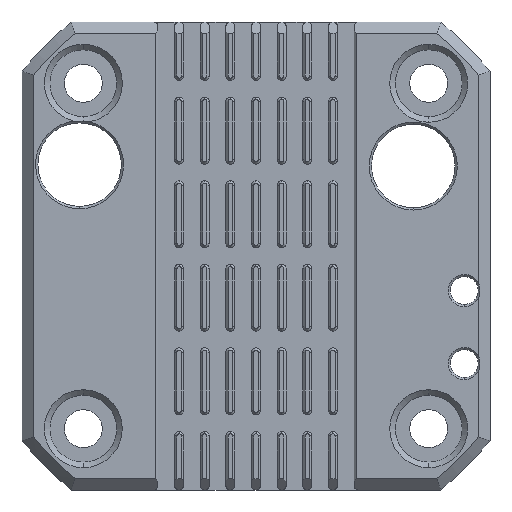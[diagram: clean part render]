
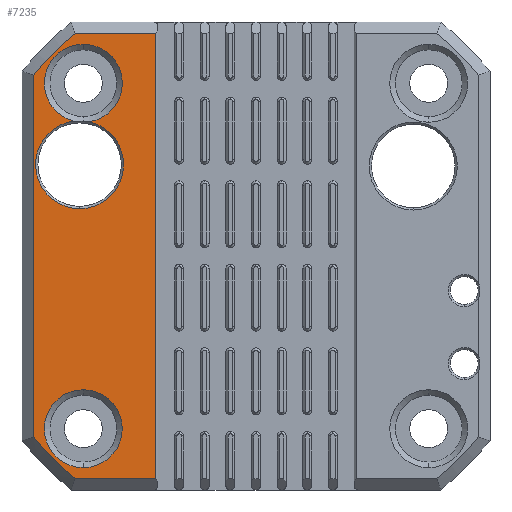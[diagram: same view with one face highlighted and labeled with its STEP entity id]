
A CAD part, front view. The second image highlights one B-rep face of the part: STEP entity #7235.
In plain terms, the highlighted planar face has unit normal (0, -1, 0).
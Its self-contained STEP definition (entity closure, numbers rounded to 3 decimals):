
#265 = FACE_BOUND ( 'NONE', #1009, .T. ) ;
#396 = AXIS2_PLACEMENT_3D ( 'NONE', #13838, #5294, #13505 ) ;
#563 = EDGE_LOOP ( 'NONE', ( #10720, #7899, #16089, #21202 ) ) ;
#732 = VECTOR ( 'NONE', #13933, 1000. ) ;
#857 = EDGE_CURVE ( 'NONE', #11536, #20622, #13271, .T. ) ;
#954 = AXIS2_PLACEMENT_3D ( 'NONE', #9824, #9402, #12876 ) ;
#1009 = EDGE_LOOP ( 'NONE', ( #2309, #16338 ) ) ;
#1354 = DIRECTION ( 'NONE',  ( 0., 1., 0. ) ) ;
#1490 = CARTESIAN_POINT ( 'NONE',  ( -9., -20.8, 20. ) ) ;
#1899 = DIRECTION ( 'NONE',  ( 0., 0., -1. ) ) ;
#2309 = ORIENTED_EDGE ( 'NONE', *, *, #6189, .T. ) ;
#2438 = CARTESIAN_POINT ( 'NONE',  ( -16.219, -20.8, -20. ) ) ;
#2613 = DIRECTION ( 'NONE',  ( 0., 1., 0. ) ) ;
#2822 = AXIS2_PLACEMENT_3D ( 'NONE', #4716, #12725, #6259 ) ;
#3160 = AXIS2_PLACEMENT_3D ( 'NONE', #19818, #6417, #4984 ) ;
#3339 = VECTOR ( 'NONE', #8103, 1000. ) ;
#3542 = CARTESIAN_POINT ( 'NONE',  ( -15.5, -20.8, -12. ) ) ;
#3832 = ORIENTED_EDGE ( 'NONE', *, *, #17660, .T. ) ;
#3999 = VERTEX_POINT ( 'NONE', #3542 ) ;
#4173 = CARTESIAN_POINT ( 'NONE',  ( -9., -20.8, 20. ) ) ;
#4379 = CARTESIAN_POINT ( 'NONE',  ( 0., -20.8, 0. ) ) ;
#4542 = CIRCLE ( 'NONE', #3160, 25.75 ) ;
#4681 = VERTEX_POINT ( 'NONE', #4786 ) ;
#4716 = CARTESIAN_POINT ( 'NONE',  ( -15.83, -20.8, 8.198 ) ) ;
#4786 = CARTESIAN_POINT ( 'NONE',  ( -14.936, -20.8, 12.046 ) ) ;
#4984 = DIRECTION ( 'NONE',  ( 0., 0., -1. ) ) ;
#5281 = FACE_BOUND ( 'NONE', #563, .T. ) ;
#5294 = DIRECTION ( 'NONE',  ( 0., 1., 0. ) ) ;
#5360 = LINE ( 'NONE', #9886, #8611 ) ;
#5372 = CARTESIAN_POINT ( 'NONE',  ( -15.83, -20.8, 4.248 ) ) ;
#5559 = EDGE_CURVE ( 'NONE', #11657, #18546, #17928, .T. ) ;
#5586 = DIRECTION ( 'NONE',  ( 0., -1., 0. ) ) ;
#5613 = CARTESIAN_POINT ( 'NONE',  ( 0., -20.8, 0. ) ) ;
#5739 = VERTEX_POINT ( 'NONE', #4173 ) ;
#5855 = AXIS2_PLACEMENT_3D ( 'NONE', #16171, #1354, #14560 ) ;
#6189 = EDGE_CURVE ( 'NONE', #10778, #3999, #9932, .T. ) ;
#6237 = VECTOR ( 'NONE', #15791, 1000. ) ;
#6259 = DIRECTION ( 'NONE',  ( 0., 0., -1. ) ) ;
#6417 = DIRECTION ( 'NONE',  ( 0., -1., 0. ) ) ;
#6497 = CARTESIAN_POINT ( 'NONE',  ( -16.219, -20.8, 20. ) ) ;
#6590 = VERTEX_POINT ( 'NONE', #5372 ) ;
#6677 = ORIENTED_EDGE ( 'NONE', *, *, #16486, .T. ) ;
#7029 = CARTESIAN_POINT ( 'NONE',  ( -16.373, -20.8, 12.111 ) ) ;
#7235 = ADVANCED_FACE ( 'NONE', ( #5281, #265, #10352 ), #15112, .T. ) ;
#7442 = AXIS2_PLACEMENT_3D ( 'NONE', #4379, #5586, #10645 ) ;
#7483 = LINE ( 'NONE', #9180, #6237 ) ;
#7884 = CIRCLE ( 'NONE', #16854, 3.5 ) ;
#7899 = ORIENTED_EDGE ( 'NONE', *, *, #16812, .T. ) ;
#8103 = DIRECTION ( 'NONE',  ( 0., 0., 1. ) ) ;
#8183 = CARTESIAN_POINT ( 'NONE',  ( -15.5, -20.8, 15.5 ) ) ;
#8204 = EDGE_CURVE ( 'NONE', #3999, #10778, #7884, .T. ) ;
#8611 = VECTOR ( 'NONE', #10329, 1000. ) ;
#8735 = LINE ( 'NONE', #14041, #732 ) ;
#9180 = CARTESIAN_POINT ( 'NONE',  ( -16.57, -20.8, 20. ) ) ;
#9402 = DIRECTION ( 'NONE',  ( 0., 1., 0. ) ) ;
#9688 = ORIENTED_EDGE ( 'NONE', *, *, #14336, .T. ) ;
#9824 = CARTESIAN_POINT ( 'NONE',  ( -15.5, -20.8, -15.5 ) ) ;
#9886 = CARTESIAN_POINT ( 'NONE',  ( 16.57, -20.8, -20. ) ) ;
#9887 = DIRECTION ( 'NONE',  ( 0., 1., 0. ) ) ;
#9901 = VERTEX_POINT ( 'NONE', #18843 ) ;
#9932 = CIRCLE ( 'NONE', #954, 3.5 ) ;
#10329 = DIRECTION ( 'NONE',  ( 1., 0., 0. ) ) ;
#10352 = FACE_OUTER_BOUND ( 'NONE', #14139, .T. ) ;
#10596 = AXIS2_PLACEMENT_3D ( 'NONE', #5613, #20445, #1899 ) ;
#10628 = CARTESIAN_POINT ( 'NONE',  ( -15.5, -20.8, 19. ) ) ;
#10645 = DIRECTION ( 'NONE',  ( 0., 0., -1. ) ) ;
#10720 = ORIENTED_EDGE ( 'NONE', *, *, #5559, .T. ) ;
#10778 = VERTEX_POINT ( 'NONE', #19291 ) ;
#10811 = EDGE_CURVE ( 'NONE', #16954, #9901, #5360, .T. ) ;
#11438 = LINE ( 'NONE', #1490, #3339 ) ;
#11536 = VERTEX_POINT ( 'NONE', #6497 ) ;
#11571 = EDGE_CURVE ( 'NONE', #9901, #5739, #11438, .T. ) ;
#11657 = VERTEX_POINT ( 'NONE', #7029 ) ;
#11831 = DIRECTION ( 'NONE',  ( 0., 0., -1. ) ) ;
#12725 = DIRECTION ( 'NONE',  ( 0., 1., 0. ) ) ;
#12876 = DIRECTION ( 'NONE',  ( 0., 0., -1. ) ) ;
#13271 = CIRCLE ( 'NONE', #7442, 25.75 ) ;
#13505 = DIRECTION ( 'NONE',  ( 0., 0., -1. ) ) ;
#13524 = AXIS2_PLACEMENT_3D ( 'NONE', #8183, #9887, #11831 ) ;
#13838 = CARTESIAN_POINT ( 'NONE',  ( -15.83, -20.8, 8.198 ) ) ;
#13933 = DIRECTION ( 'NONE',  ( 0., 0., -1. ) ) ;
#14032 = VERTEX_POINT ( 'NONE', #16138 ) ;
#14041 = CARTESIAN_POINT ( 'NONE',  ( -20., -20.8, -16.57 ) ) ;
#14085 = CARTESIAN_POINT ( 'NONE',  ( -15.5, -20.8, -15.5 ) ) ;
#14139 = EDGE_LOOP ( 'NONE', ( #14899, #18720, #9688, #21375, #6677, #3832 ) ) ;
#14336 = EDGE_CURVE ( 'NONE', #5739, #11536, #7483, .T. ) ;
#14560 = DIRECTION ( 'NONE',  ( 0., 0., -1. ) ) ;
#14733 = CARTESIAN_POINT ( 'NONE',  ( -20., -20.8, 16.219 ) ) ;
#14899 = ORIENTED_EDGE ( 'NONE', *, *, #10811, .T. ) ;
#15112 = PLANE ( 'NONE',  #10596 ) ;
#15259 = CIRCLE ( 'NONE', #2822, 3.95 ) ;
#15269 = CIRCLE ( 'NONE', #396, 3.95 ) ;
#15791 = DIRECTION ( 'NONE',  ( -1., 0., 0. ) ) ;
#16089 = ORIENTED_EDGE ( 'NONE', *, *, #18095, .T. ) ;
#16138 = CARTESIAN_POINT ( 'NONE',  ( -20., -20.8, -16.219 ) ) ;
#16171 = CARTESIAN_POINT ( 'NONE',  ( -15.5, -20.8, 15.5 ) ) ;
#16338 = ORIENTED_EDGE ( 'NONE', *, *, #8204, .T. ) ;
#16486 = EDGE_CURVE ( 'NONE', #20622, #14032, #8735, .T. ) ;
#16612 = EDGE_CURVE ( 'NONE', #6590, #11657, #15259, .T. ) ;
#16812 = EDGE_CURVE ( 'NONE', #18546, #4681, #16986, .T. ) ;
#16854 = AXIS2_PLACEMENT_3D ( 'NONE', #14085, #2613, #18975 ) ;
#16954 = VERTEX_POINT ( 'NONE', #2438 ) ;
#16986 = CIRCLE ( 'NONE', #13524, 3.5 ) ;
#17660 = EDGE_CURVE ( 'NONE', #14032, #16954, #4542, .T. ) ;
#17928 = CIRCLE ( 'NONE', #5855, 3.5 ) ;
#18095 = EDGE_CURVE ( 'NONE', #4681, #6590, #15269, .T. ) ;
#18546 = VERTEX_POINT ( 'NONE', #10628 ) ;
#18720 = ORIENTED_EDGE ( 'NONE', *, *, #11571, .T. ) ;
#18843 = CARTESIAN_POINT ( 'NONE',  ( -9., -20.8, -20. ) ) ;
#18975 = DIRECTION ( 'NONE',  ( 0., 0., -1. ) ) ;
#19291 = CARTESIAN_POINT ( 'NONE',  ( -15.5, -20.8, -19. ) ) ;
#19818 = CARTESIAN_POINT ( 'NONE',  ( 0., -20.8, 0. ) ) ;
#20445 = DIRECTION ( 'NONE',  ( 0., -1., 0. ) ) ;
#20622 = VERTEX_POINT ( 'NONE', #14733 ) ;
#21202 = ORIENTED_EDGE ( 'NONE', *, *, #16612, .T. ) ;
#21375 = ORIENTED_EDGE ( 'NONE', *, *, #857, .T. ) ;
